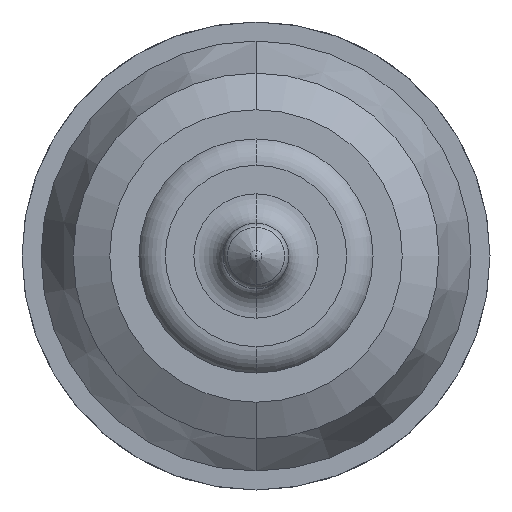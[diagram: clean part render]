
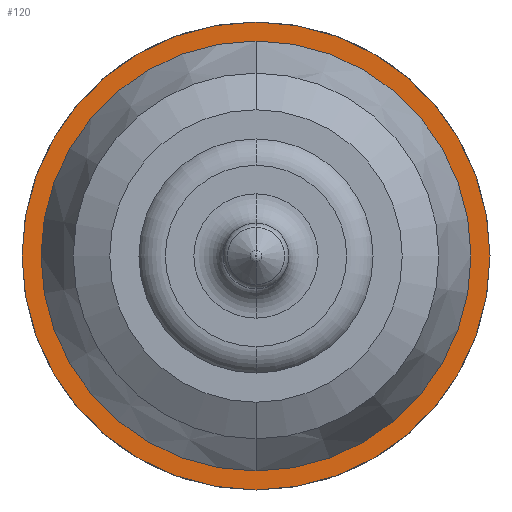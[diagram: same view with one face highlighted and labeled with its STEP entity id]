
A CAD part, front view. The second image highlights one B-rep face of the part: STEP entity #120.
In plain terms, the highlighted planar face has unit normal (0, -1, 0).
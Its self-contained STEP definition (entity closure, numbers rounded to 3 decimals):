
#95 = DIRECTION ( 'NONE',  ( 0., 0., 1. ) ) ;
#105 = ORIENTED_EDGE ( 'NONE', *, *, #683, .F. ) ;
#120 = ADVANCED_FACE ( 'Defeature ausgef�hrt1_6', ( #690, #468 ), #313, .F. ) ;
#265 = CIRCLE ( 'NONE', #551, 1.6 ) ;
#305 = DIRECTION ( 'NONE',  ( 0., 1., 0. ) ) ;
#309 = CARTESIAN_POINT ( 'NONE',  ( 0., 0.547, -1.6 ) ) ;
#313 = PLANE ( 'NONE',  #977 ) ;
#353 = EDGE_CURVE ( 'Defeature ausgef�hrt1_6+Defeature ausgef�hrt1_5+Defeature ausgef�hrt1_5+Defeature ausgef�hrt1_5', #363, #1203, #974, .T. ) ;
#363 = VERTEX_POINT ( 'NONE', #408 ) ;
#370 = DIRECTION ( 'NONE',  ( 0., 0., 1. ) ) ;
#408 = CARTESIAN_POINT ( 'NONE',  ( 0., 0.547, -1.47 ) ) ;
#423 = ORIENTED_EDGE ( 'NONE', *, *, #845, .T. ) ;
#468 = FACE_BOUND ( 'NONE', #658, .T. ) ;
#489 = DIRECTION ( 'NONE',  ( 0., 1., 0. ) ) ;
#532 = DIRECTION ( 'NONE',  ( 0., 1., 0. ) ) ;
#551 = AXIS2_PLACEMENT_3D ( 'NONE', #1386, #305, #1394 ) ;
#611 = VERTEX_POINT ( 'NONE', #309 ) ;
#654 = DIRECTION ( 'NONE',  ( 0., 0., 1. ) ) ;
#658 = EDGE_LOOP ( 'NONE', ( #423, #752 ) ) ;
#676 = CARTESIAN_POINT ( 'NONE',  ( 0., 0.547, 0. ) ) ;
#683 = EDGE_CURVE ( 'Defeature ausgef�hrt1_7+Defeature ausgef�hrt1_6+Defeature ausgef�hrt1_6+Defeature ausgef�hrt1_6', #887, #611, #265, .T. ) ;
#690 = FACE_OUTER_BOUND ( 'NONE', #1118, .T. ) ;
#752 = ORIENTED_EDGE ( 'NONE', *, *, #353, .T. ) ;
#845 = EDGE_CURVE ( 'Defeature ausgef�hrt1_6+Defeature ausgef�hrt1_5+Defeature ausgef�hrt1_5+Defeature ausgef�hrt1_5', #1203, #363, #1710, .T. ) ;
#887 = VERTEX_POINT ( 'NONE', #1912 ) ;
#952 = DIRECTION ( 'NONE',  ( 0., 1., 0. ) ) ;
#974 = CIRCLE ( 'NONE', #1114, 1.47 ) ;
#977 = AXIS2_PLACEMENT_3D ( 'NONE', #1857, #489, #654 ) ;
#990 = AXIS2_PLACEMENT_3D ( 'NONE', #1416, #952, #1264 ) ;
#1114 = AXIS2_PLACEMENT_3D ( 'NONE', #1191, #1183, #95 ) ;
#1118 = EDGE_LOOP ( 'NONE', ( #105, #1699 ) ) ;
#1183 = DIRECTION ( 'NONE',  ( 0., 1., 0. ) ) ;
#1191 = CARTESIAN_POINT ( 'NONE',  ( 0., 0.547, 0. ) ) ;
#1203 = VERTEX_POINT ( 'NONE', #1734 ) ;
#1263 = EDGE_CURVE ( 'Defeature ausgef�hrt1_7+Defeature ausgef�hrt1_6+Defeature ausgef�hrt1_6+Defeature ausgef�hrt1_6', #611, #887, #1485, .T. ) ;
#1264 = DIRECTION ( 'NONE',  ( 0., 0., 1. ) ) ;
#1386 = CARTESIAN_POINT ( 'NONE',  ( 0., 0.547, 0. ) ) ;
#1394 = DIRECTION ( 'NONE',  ( 0., 0., 1. ) ) ;
#1416 = CARTESIAN_POINT ( 'NONE',  ( 0., 0.547, 0. ) ) ;
#1485 = CIRCLE ( 'NONE', #990, 1.6 ) ;
#1660 = AXIS2_PLACEMENT_3D ( 'NONE', #676, #532, #370 ) ;
#1699 = ORIENTED_EDGE ( 'NONE', *, *, #1263, .F. ) ;
#1710 = CIRCLE ( 'NONE', #1660, 1.47 ) ;
#1734 = CARTESIAN_POINT ( 'NONE',  ( 0., 0.547, 1.47 ) ) ;
#1857 = CARTESIAN_POINT ( 'NONE',  ( 1.47, 0.547, 0. ) ) ;
#1912 = CARTESIAN_POINT ( 'NONE',  ( 0., 0.547, 1.6 ) ) ;
